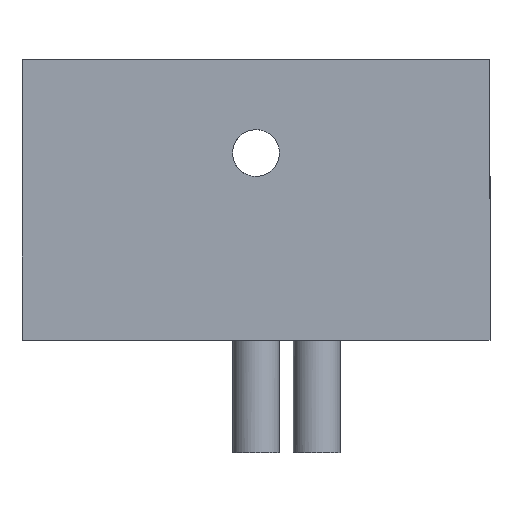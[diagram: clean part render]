
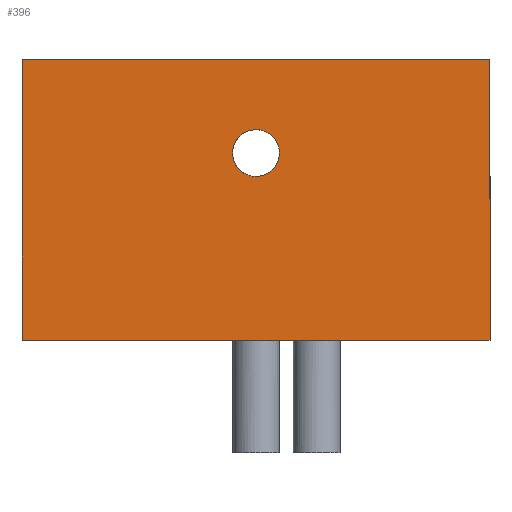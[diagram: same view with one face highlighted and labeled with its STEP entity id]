
A CAD part, left-side view. The second image highlights one B-rep face of the part: STEP entity #396.
In plain terms, the highlighted planar face has unit normal (-1, 0, 0).
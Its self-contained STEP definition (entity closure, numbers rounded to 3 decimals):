
#396 = ADVANCED_FACE('',(#397,#431),#491,.T.);
#397 = FACE_BOUND('',#398,.T.);
#398 = EDGE_LOOP('',(#399,#409,#417,#425));
#399 = ORIENTED_EDGE('',*,*,#400,.F.);
#400 = EDGE_CURVE('',#401,#403,#405,.T.);
#401 = VERTEX_POINT('',#402);
#402 = CARTESIAN_POINT('',(0.,0.,100.));
#403 = VERTEX_POINT('',#404);
#404 = CARTESIAN_POINT('',(0.,0.,0.));
#405 = LINE('',#406,#407);
#406 = CARTESIAN_POINT('',(0.,0.,50.));
#407 = VECTOR('',#408,1.);
#408 = DIRECTION('',(0.,0.,-1.));
#409 = ORIENTED_EDGE('',*,*,#410,.F.);
#410 = EDGE_CURVE('',#411,#401,#413,.T.);
#411 = VERTEX_POINT('',#412);
#412 = CARTESIAN_POINT('',(0.,60.,100.));
#413 = LINE('',#414,#415);
#414 = CARTESIAN_POINT('',(0.,30.,100.));
#415 = VECTOR('',#416,1.);
#416 = DIRECTION('',(0.,-1.,0.));
#417 = ORIENTED_EDGE('',*,*,#418,.T.);
#418 = EDGE_CURVE('',#411,#419,#421,.T.);
#419 = VERTEX_POINT('',#420);
#420 = CARTESIAN_POINT('',(0.,60.,0.));
#421 = LINE('',#422,#423);
#422 = CARTESIAN_POINT('',(0.,60.,50.));
#423 = VECTOR('',#424,1.);
#424 = DIRECTION('',(0.,0.,-1.));
#425 = ORIENTED_EDGE('',*,*,#426,.T.);
#426 = EDGE_CURVE('',#419,#403,#427,.T.);
#427 = LINE('',#428,#429);
#428 = CARTESIAN_POINT('',(0.,30.,0.));
#429 = VECTOR('',#430,1.);
#430 = DIRECTION('',(0.,-1.,0.));
#431 = FACE_BOUND('',#432,.T.);
#432 = EDGE_LOOP('',(#433,#464));
#433 = ORIENTED_EDGE('',*,*,#434,.T.);
#434 = EDGE_CURVE('',#435,#437,#439,.T.);
#435 = VERTEX_POINT('',#436);
#436 = CARTESIAN_POINT('',(0.,40.,45.));
#437 = VERTEX_POINT('',#438);
#438 = CARTESIAN_POINT('',(0.,40.,55.));
#439 = B_SPLINE_CURVE_WITH_KNOTS('',5,(#440,#441,#442,#443,#444,#445,
    #446,#447,#448,#449,#450,#451,#452,#453,#454,#455,#456,#457,#458,
    #459,#460,#461,#462,#463),.UNSPECIFIED.,.F.,.F.,(6,3,3,3,3,3,3,6),(
    0.,4.155,7.858,10.724,13.584,
    16.491,20.388,22.366),.UNSPECIFIED.);
#440 = CARTESIAN_POINT('',(0.,40.,45.));
#441 = CARTESIAN_POINT('',(0.,40.467,45.));
#442 = CARTESIAN_POINT('',(0.,40.968,45.055));
#443 = CARTESIAN_POINT('',(0.,41.491,45.18));
#444 = CARTESIAN_POINT('',(0.,42.48,45.573));
#445 = CARTESIAN_POINT('',(0.,43.381,46.258));
#446 = CARTESIAN_POINT('',(0.,43.769,46.645));
#447 = CARTESIAN_POINT('',(0.,44.362,47.433));
#448 = CARTESIAN_POINT('',(0.,44.752,48.355));
#449 = CARTESIAN_POINT('',(0.,44.878,48.777));
#450 = CARTESIAN_POINT('',(0.,45.035,49.644));
#451 = CARTESIAN_POINT('',(0.,45.001,50.526));
#452 = CARTESIAN_POINT('',(0.,44.936,50.963));
#453 = CARTESIAN_POINT('',(0.,44.709,51.819));
#454 = CARTESIAN_POINT('',(0.,44.307,52.596));
#455 = CARTESIAN_POINT('',(0.,44.064,52.96));
#456 = CARTESIAN_POINT('',(0.,43.416,53.736));
#457 = CARTESIAN_POINT('',(0.,42.625,54.31));
#458 = CARTESIAN_POINT('',(0.,42.142,54.564));
#459 = CARTESIAN_POINT('',(0.,41.405,54.836));
#460 = CARTESIAN_POINT('',(0.,40.689,54.961));
#461 = CARTESIAN_POINT('',(0.,40.452,54.988));
#462 = CARTESIAN_POINT('',(0.,40.222,55.));
#463 = CARTESIAN_POINT('',(0.,40.,55.));
#464 = ORIENTED_EDGE('',*,*,#465,.T.);
#465 = EDGE_CURVE('',#437,#435,#466,.T.);
#466 = B_SPLINE_CURVE_WITH_KNOTS('',5,(#467,#468,#469,#470,#471,#472,
    #473,#474,#475,#476,#477,#478,#479,#480,#481,#482,#483,#484,#485,
    #486,#487,#488,#489,#490),.UNSPECIFIED.,.F.,.F.,(6,3,3,3,3,3,3,6),(
    0.,4.155,7.858,10.724,13.584,
    16.491,20.388,22.366),.UNSPECIFIED.);
#467 = CARTESIAN_POINT('',(0.,40.,55.));
#468 = CARTESIAN_POINT('',(0.,39.533,55.));
#469 = CARTESIAN_POINT('',(0.,39.032,54.945));
#470 = CARTESIAN_POINT('',(0.,38.509,54.82));
#471 = CARTESIAN_POINT('',(0.,37.52,54.427));
#472 = CARTESIAN_POINT('',(0.,36.619,53.742));
#473 = CARTESIAN_POINT('',(0.,36.231,53.355));
#474 = CARTESIAN_POINT('',(0.,35.638,52.567));
#475 = CARTESIAN_POINT('',(0.,35.248,51.645));
#476 = CARTESIAN_POINT('',(0.,35.122,51.223));
#477 = CARTESIAN_POINT('',(0.,34.965,50.356));
#478 = CARTESIAN_POINT('',(0.,34.999,49.474));
#479 = CARTESIAN_POINT('',(0.,35.064,49.037));
#480 = CARTESIAN_POINT('',(0.,35.291,48.181));
#481 = CARTESIAN_POINT('',(0.,35.693,47.404));
#482 = CARTESIAN_POINT('',(0.,35.936,47.04));
#483 = CARTESIAN_POINT('',(0.,36.584,46.264));
#484 = CARTESIAN_POINT('',(0.,37.375,45.69));
#485 = CARTESIAN_POINT('',(0.,37.858,45.436));
#486 = CARTESIAN_POINT('',(0.,38.595,45.164));
#487 = CARTESIAN_POINT('',(0.,39.311,45.039));
#488 = CARTESIAN_POINT('',(0.,39.548,45.012));
#489 = CARTESIAN_POINT('',(0.,39.778,45.));
#490 = CARTESIAN_POINT('',(0.,40.,45.));
#491 = PLANE('',#492);
#492 = AXIS2_PLACEMENT_3D('',#493,#494,#495);
#493 = CARTESIAN_POINT('',(0.,60.,100.));
#494 = DIRECTION('',(-1.,0.,0.));
#495 = DIRECTION('',(0.,0.,1.));
